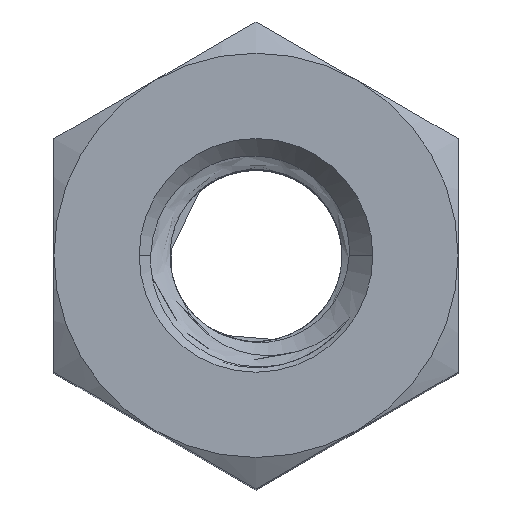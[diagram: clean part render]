
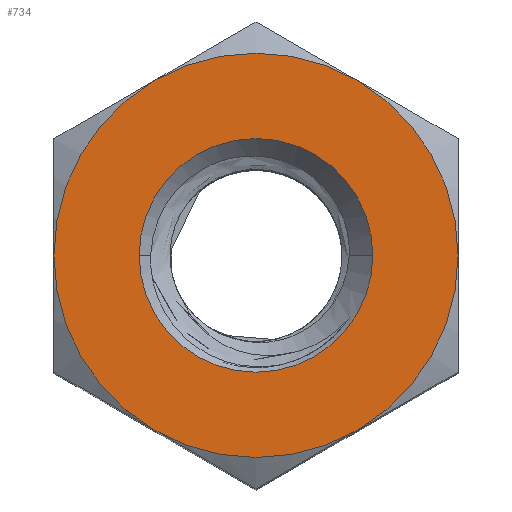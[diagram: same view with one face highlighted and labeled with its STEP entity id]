
A CAD part, top view. The second image highlights one B-rep face of the part: STEP entity #734.
In plain terms, the highlighted planar face has unit normal (0, 0, 1).
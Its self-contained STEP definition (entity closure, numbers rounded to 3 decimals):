
#16 = ORIENTED_EDGE ( 'NONE', *, *, #6360, .F. ) ;
#17 = ORIENTED_EDGE ( 'NONE', *, *, #6446, .F. ) ;
#18 = ORIENTED_EDGE ( 'NONE', *, *, #6444, .F. ) ;
#19 = ORIENTED_EDGE ( 'NONE', *, *, #6548, .F. ) ;
#20 = ORIENTED_EDGE ( 'NONE', *, *, #6563, .F. ) ;
#21 = ORIENTED_EDGE ( 'NONE', *, *, #3291, .F. ) ;
#22 = ORIENTED_EDGE ( 'NONE', *, *, #6470, .T. ) ;
#23 = ORIENTED_EDGE ( 'NONE', *, *, #6333, .T. ) ;
#135 = EDGE_LOOP ( 'NONE', ( #22, #23 ) ) ;
#157 = EDGE_LOOP ( 'NONE', ( #16, #17, #18, #19, #20, #21 ) ) ;
#365 = FACE_OUTER_BOUND ( 'NONE', #157, .T. ) ;
#376 = FACE_BOUND ( 'NONE', #135, .T. ) ;
#443 = CIRCLE ( 'NONE', #6555, 2.25 ) ;
#447 = CIRCLE ( 'NONE', #6367, 1.301 ) ;
#452 = CIRCLE ( 'NONE', #6365, 2.25 ) ;
#459 = CIRCLE ( 'NONE', #6329, 2.25 ) ;
#461 = CIRCLE ( 'NONE', #6488, 2.25 ) ;
#480 = CIRCLE ( 'NONE', #6300, 1.301 ) ;
#543 = CIRCLE ( 'NONE', #6306, 2.25 ) ;
#549 = CIRCLE ( 'NONE', #6310, 2.25 ) ;
#630 = DIRECTION ( 'NONE',  ( -1., 0., 0. ) ) ;
#631 = DIRECTION ( 'NONE',  ( 0., 0., -1. ) ) ;
#633 = CARTESIAN_POINT ( 'NONE',  ( 0., 0., 4. ) ) ;
#734 = ADVANCED_FACE ( 'NONE', ( #365, #376 ), #3597, .T. ) ;
#796 = DIRECTION ( 'NONE',  ( -1., 0., 0. ) ) ;
#797 = DIRECTION ( 'NONE',  ( 0., 0., -1. ) ) ;
#799 = CARTESIAN_POINT ( 'NONE',  ( 0., 0., 4. ) ) ;
#1990 = CARTESIAN_POINT ( 'NONE',  ( 0., 0., 4. ) ) ;
#2001 = DIRECTION ( 'NONE',  ( -1., 0., 0. ) ) ;
#2003 = DIRECTION ( 'NONE',  ( 0., 0., -1. ) ) ;
#2006 = CARTESIAN_POINT ( 'NONE',  ( 0., 0., 4. ) ) ;
#2008 = DIRECTION ( 'NONE',  ( -1., 0., 0. ) ) ;
#2009 = DIRECTION ( 'NONE',  ( 0., 0., -1. ) ) ;
#2039 = VERTEX_POINT ( 'NONE', #3578 ) ;
#2475 = VERTEX_POINT ( 'NONE', #4071 ) ;
#2484 = VERTEX_POINT ( 'NONE', #4069 ) ;
#2506 = VERTEX_POINT ( 'NONE', #4068 ) ;
#2537 = VERTEX_POINT ( 'NONE', #4064 ) ;
#2562 = VERTEX_POINT ( 'NONE', #3407 ) ;
#2659 = VERTEX_POINT ( 'NONE', #4221 ) ;
#2682 = VERTEX_POINT ( 'NONE', #3476 ) ;
#3291 = EDGE_CURVE ( 'NONE', #2562, #2659, #443, .T. ) ;
#3398 = DIRECTION ( 'NONE',  ( -1., 0., 0. ) ) ;
#3405 = DIRECTION ( 'NONE',  ( -1., 0., 0. ) ) ;
#3407 = CARTESIAN_POINT ( 'NONE',  ( 1.125, -1.949, 4. ) ) ;
#3476 = CARTESIAN_POINT ( 'NONE',  ( -1.125, 1.949, 4. ) ) ;
#3578 = CARTESIAN_POINT ( 'NONE',  ( 2.25, 0., 4. ) ) ;
#3596 = CARTESIAN_POINT ( 'NONE',  ( 0., 2.598, 4. ) ) ;
#3597 = PLANE ( 'NONE',  #6393 ) ;
#3598 = DIRECTION ( 'NONE',  ( 0., 0., 1. ) ) ;
#3602 = DIRECTION ( 'NONE',  ( 1., 0., 0. ) ) ;
#3738 = CARTESIAN_POINT ( 'NONE',  ( 0., 0., 4. ) ) ;
#3741 = DIRECTION ( 'NONE',  ( -1., 0., 0. ) ) ;
#3748 = DIRECTION ( 'NONE',  ( 0., 0., -1. ) ) ;
#3776 = CARTESIAN_POINT ( 'NONE',  ( 0., 0., 4. ) ) ;
#4064 = CARTESIAN_POINT ( 'NONE',  ( 1.125, 1.949, 4. ) ) ;
#4068 = CARTESIAN_POINT ( 'NONE',  ( -2.25, 0., 4. ) ) ;
#4069 = CARTESIAN_POINT ( 'NONE',  ( -1.301, 0., 4. ) ) ;
#4071 = CARTESIAN_POINT ( 'NONE',  ( 1.301, 0., 4. ) ) ;
#4221 = CARTESIAN_POINT ( 'NONE',  ( -1.125, -1.949, 4. ) ) ;
#4255 = DIRECTION ( 'NONE',  ( 0., 0., -1. ) ) ;
#4267 = DIRECTION ( 'NONE',  ( 0., 0., -1. ) ) ;
#4276 = CARTESIAN_POINT ( 'NONE',  ( 0., 0., 4. ) ) ;
#5102 = DIRECTION ( 'NONE',  ( -1., 0., 0. ) ) ;
#5103 = DIRECTION ( 'NONE',  ( 0., 0., -1. ) ) ;
#5104 = CARTESIAN_POINT ( 'NONE',  ( 0., 0., 4. ) ) ;
#6300 = AXIS2_PLACEMENT_3D ( 'NONE', #5104, #5103, #5102 ) ;
#6306 = AXIS2_PLACEMENT_3D ( 'NONE', #799, #797, #796 ) ;
#6310 = AXIS2_PLACEMENT_3D ( 'NONE', #633, #631, #630 ) ;
#6329 = AXIS2_PLACEMENT_3D ( 'NONE', #1990, #2009, #2008 ) ;
#6333 = EDGE_CURVE ( 'NONE', #2475, #2484, #447, .T. ) ;
#6360 = EDGE_CURVE ( 'NONE', #2039, #2562, #452, .T. ) ;
#6365 = AXIS2_PLACEMENT_3D ( 'NONE', #3738, #3748, #3741 ) ;
#6367 = AXIS2_PLACEMENT_3D ( 'NONE', #4276, #4267, #3398 ) ;
#6393 = AXIS2_PLACEMENT_3D ( 'NONE', #3596, #3598, #3602 ) ;
#6444 = EDGE_CURVE ( 'NONE', #2682, #2537, #459, .T. ) ;
#6446 = EDGE_CURVE ( 'NONE', #2537, #2039, #461, .T. ) ;
#6470 = EDGE_CURVE ( 'NONE', #2484, #2475, #480, .T. ) ;
#6488 = AXIS2_PLACEMENT_3D ( 'NONE', #2006, #2003, #2001 ) ;
#6548 = EDGE_CURVE ( 'NONE', #2506, #2682, #543, .T. ) ;
#6555 = AXIS2_PLACEMENT_3D ( 'NONE', #3776, #4255, #3405 ) ;
#6563 = EDGE_CURVE ( 'NONE', #2659, #2506, #549, .T. ) ;
